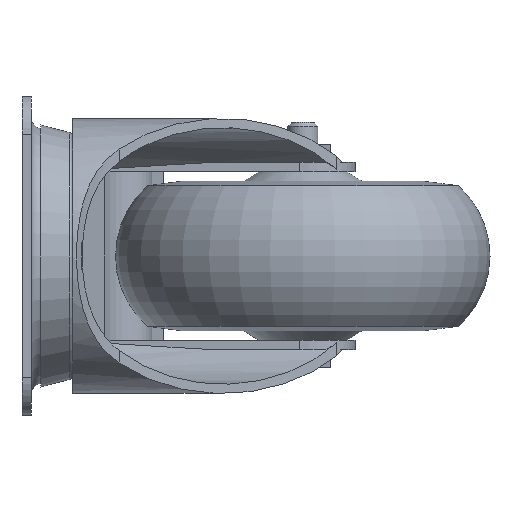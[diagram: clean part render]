
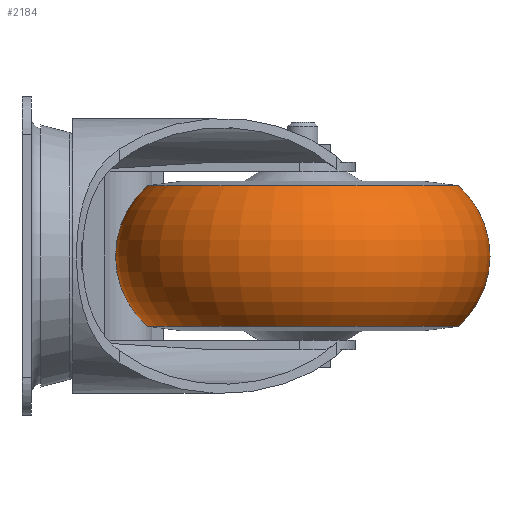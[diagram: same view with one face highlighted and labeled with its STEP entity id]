
A CAD part, left-side view. The second image highlights one B-rep face of the part: STEP entity #2184.
In plain terms, the highlighted toroidal (fillet/blend) face has major radius 25 mm and minor radius 25 mm.
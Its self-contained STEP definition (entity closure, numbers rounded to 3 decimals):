
#20=TOROIDAL_SURFACE('',#2400,25.,25.);
#149=CIRCLE('',#2399,41.536);
#150=CIRCLE('',#2401,41.536);
#558=ORIENTED_EDGE('',*,*,#1027,.T.);
#559=ORIENTED_EDGE('',*,*,#1028,.F.);
#1027=EDGE_CURVE('',#1273,#1273,#149,.T.);
#1028=EDGE_CURVE('',#1274,#1274,#150,.T.);
#1273=VERTEX_POINT('',#3671);
#1274=VERTEX_POINT('',#3674);
#1806=EDGE_LOOP('',(#558));
#1807=EDGE_LOOP('',(#559));
#1968=FACE_BOUND('',#1806,.T.);
#1969=FACE_BOUND('',#1807,.T.);
#2184=ADVANCED_FACE('',(#1968,#1969),#20,.T.);
#2399=AXIS2_PLACEMENT_3D('',#3670,#2932,#2933);
#2400=AXIS2_PLACEMENT_3D('',#3672,#2934,#2935);
#2401=AXIS2_PLACEMENT_3D('',#3673,#2936,#2937);
#2932=DIRECTION('',(0.,0.,-1.));
#2933=DIRECTION('',(-1.,0.,0.));
#2934=DIRECTION('',(0.,0.,-1.));
#2935=DIRECTION('',(-1.,0.,0.));
#2936=DIRECTION('',(0.,0.,-1.));
#2937=DIRECTION('',(-1.,0.,0.));
#3670=CARTESIAN_POINT('',(0.,0.,18.75));
#3671=CARTESIAN_POINT('',(-41.536,0.,18.75));
#3672=CARTESIAN_POINT('',(0.,0.,0.));
#3673=CARTESIAN_POINT('',(0.,0.,-18.75));
#3674=CARTESIAN_POINT('',(-41.536,0.,-18.75));
